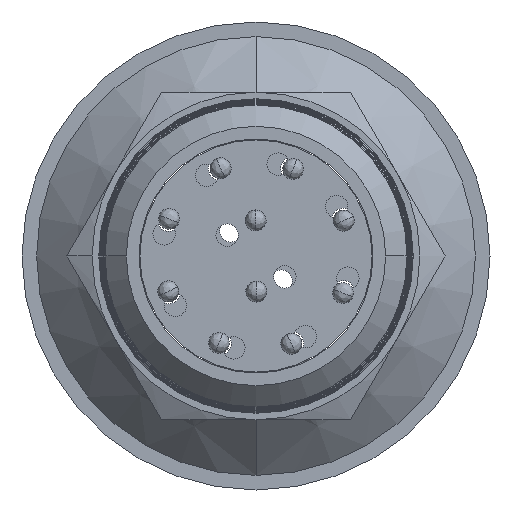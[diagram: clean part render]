
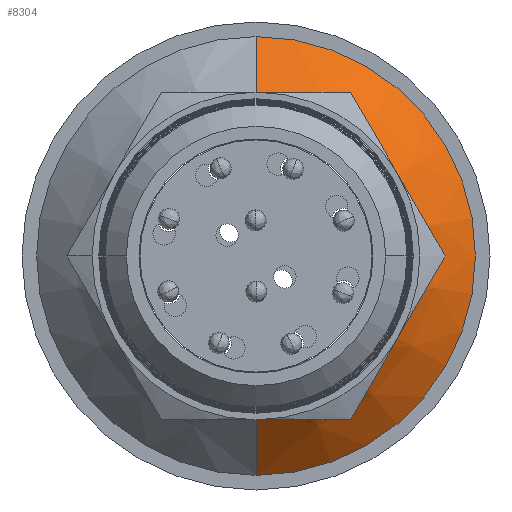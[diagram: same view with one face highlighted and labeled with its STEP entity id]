
A CAD part, front view. The second image highlights one B-rep face of the part: STEP entity #8304.
In plain terms, the highlighted conical face has half-angle 45 degrees and reference radius 14.883 mm.
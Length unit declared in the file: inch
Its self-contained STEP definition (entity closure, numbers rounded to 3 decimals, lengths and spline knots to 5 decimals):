
#1286 = AXIS2_PLACEMENT_3D ( 'NONE', #7386, #7387, #7388 ) ;
#1319 = CIRCLE ( 'NONE', #1322, 0.38229 ) ;
#1322 = AXIS2_PLACEMENT_3D ( 'NONE', #1911, #1912, #1913 ) ;
#1361 = VECTOR ( 'NONE', #1941, 39.37008 ) ;
#1364 = VECTOR ( 'NONE', #1947, 39.37008 ) ;
#1372 = CIRCLE ( 'NONE', #1286, 0.58593 ) ;
#1911 = CARTESIAN_POINT ( 'NONE',  ( 0., 0.45036, 0. ) ) ;
#1912 = DIRECTION ( 'NONE',  ( 0., 1., 0. ) ) ;
#1913 = DIRECTION ( 'NONE',  ( 0., 0., 1. ) ) ;
#1927 = LINE ( 'NONE', #1934, #1361 ) ;
#1934 = CARTESIAN_POINT ( 'NONE',  ( 0., 0.654, -0.58593 ) ) ;
#1941 = DIRECTION ( 'NONE',  ( 0., 0.707, -0.707 ) ) ;
#1945 = LINE ( 'NONE', #1946, #1364 ) ;
#1946 = CARTESIAN_POINT ( 'NONE',  ( 0., 0.654, 0.58593 ) ) ;
#1947 = DIRECTION ( 'NONE',  ( 0., 0.707, 0.707 ) ) ;
#2177 = CARTESIAN_POINT ( 'NONE',  ( 0., 0.654, 0.58593 ) ) ;
#2289 = CARTESIAN_POINT ( 'NONE',  ( 0., 0.45036, 0.38229 ) ) ;
#3973 = AXIS2_PLACEMENT_3D ( 'NONE', #5737, #5735, #5718 ) ;
#3974 = CONICAL_SURFACE ( 'NONE', #3973, 0.58593, 0.785 ) ;
#4807 = ORIENTED_EDGE ( 'NONE', *, *, #6564, .T. ) ;
#4809 = ORIENTED_EDGE ( 'NONE', *, *, #6574, .T. ) ;
#4811 = ORIENTED_EDGE ( 'NONE', *, *, #6481, .T. ) ;
#4812 = ORIENTED_EDGE ( 'NONE', *, *, #6576, .F. ) ;
#5147 = EDGE_LOOP ( 'NONE', ( #4807, #4809, #4811, #4812 ) ) ;
#5150 = VERTEX_POINT ( 'NONE', #7855 ) ;
#5718 = DIRECTION ( 'NONE',  ( 0., 0., 1. ) ) ;
#5719 = FACE_OUTER_BOUND ( 'NONE', #5147, .T. ) ;
#5735 = DIRECTION ( 'NONE',  ( 0., 1., 0. ) ) ;
#5737 = CARTESIAN_POINT ( 'NONE',  ( 0., 0.654, 0. ) ) ;
#6481 = EDGE_CURVE ( 'NONE', #8549, #7902, #1372, .T. ) ;
#6564 = EDGE_CURVE ( 'NONE', #8014, #5150, #1319, .T. ) ;
#6574 = EDGE_CURVE ( 'NONE', #5150, #8549, #1927, .T. ) ;
#6576 = EDGE_CURVE ( 'NONE', #8014, #7902, #1945, .T. ) ;
#7386 = CARTESIAN_POINT ( 'NONE',  ( 0., 0.654, 0. ) ) ;
#7387 = DIRECTION ( 'NONE',  ( 0., -1., 0. ) ) ;
#7388 = DIRECTION ( 'NONE',  ( 0., 0., 1. ) ) ;
#7855 = CARTESIAN_POINT ( 'NONE',  ( 0., 0.45036, -0.38229 ) ) ;
#7902 = VERTEX_POINT ( 'NONE', #2177 ) ;
#8014 = VERTEX_POINT ( 'NONE', #2289 ) ;
#8304 = ADVANCED_FACE ( 'NONE', ( #5719 ), #3974, .T. ) ;
#8549 = VERTEX_POINT ( 'NONE', #9240 ) ;
#9240 = CARTESIAN_POINT ( 'NONE',  ( 0., 0.654, -0.58593 ) ) ;
